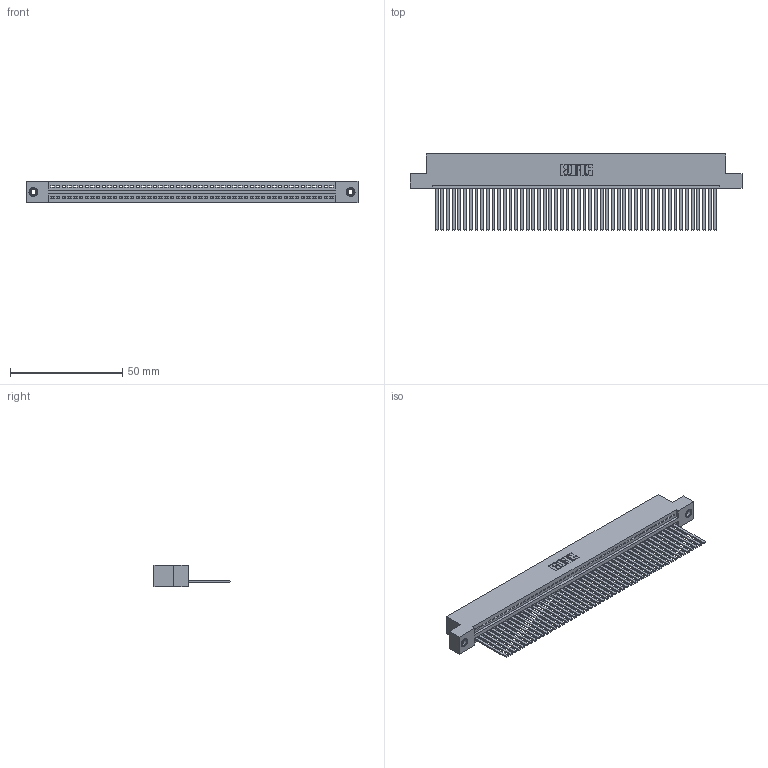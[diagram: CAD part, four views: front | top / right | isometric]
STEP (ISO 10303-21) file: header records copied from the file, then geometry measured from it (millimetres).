
FILE_DESCRIPTION (( 'STEP AP203' ), '1' );
FILE_NAME ('395-050-544-108.STEP', '2018-11-20T09:10:59', ( '' ), ( '' ), 'SwSTEP 2.0', 'SolidWorks 2016', '' );
FILE_SCHEMA (( 'CONFIG_CONTROL_DESIGN' ));
Length unit declared in the file: inch
Products named in the file (4): 345-250-001_345-250-003-102; 345-292-001_345-293-144; 395-050-544-108; 345 Part_Flush Mounting Lugs - 0.156 Dia-TI
Assembly tree (53 placements, depth 2):
  395-050-544-108
    345 Part_Flush Mounting Lugs - 0.156 Dia-TI
    345-292-001_345-293-144  x50
    345-250-001_345-250-003-102  x2
Bounding box: 148.21 x 33.96 x 9.4 mm (x, y, z)
Volume: 14715.1 mm3; surface area: 21421.4 mm2
Topology: 53 solids, 53 shells, 2786 faces, 8377 edges, 5510 vertices
Faces by surface type: plane 1912, cylinder 858, cone 12, torus 4
Entity records: 37556 total; most frequent: CARTESIAN_POINT 6485, ORIENTED_EDGE 6462, DIRECTION 5677, EDGE_CURVE 3231, LINE 2883, VECTOR 2883, VERTEX_POINT 2148, AXIS2_PLACEMENT_3D 1397
